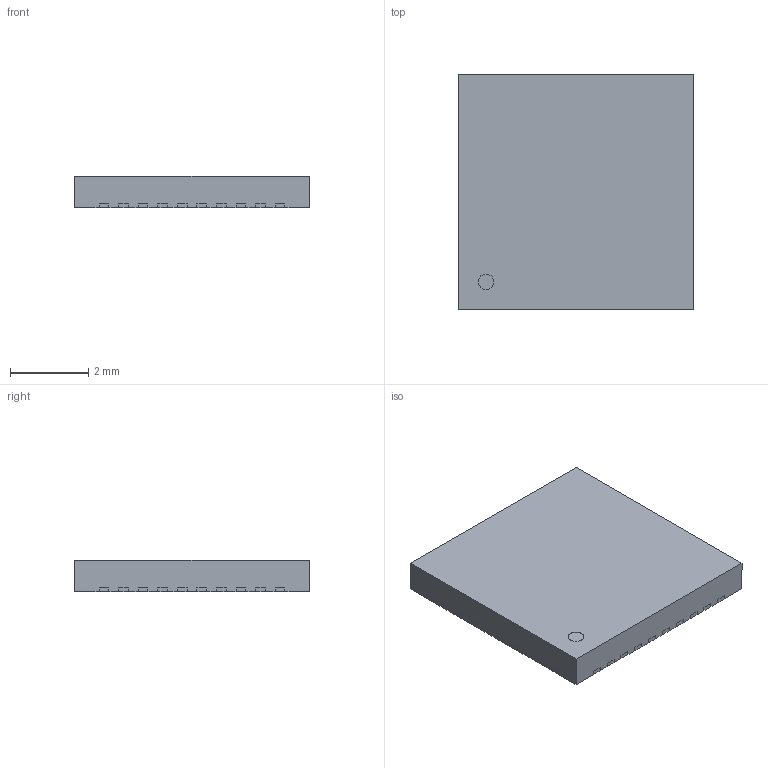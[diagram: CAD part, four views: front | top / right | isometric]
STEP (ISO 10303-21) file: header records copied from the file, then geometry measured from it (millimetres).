
FILE_DESCRIPTION(('STEP AP214'),'1');
FILE_NAME('QFN40_6mmX6mm.step','2021-09-19T17:34:44',(' '),(' '),'Spatial InterOp 3D',' ',' ');
FILE_SCHEMA(('AUTOMOTIVE_DESIGN { 1 0 10303 214 1 1 1 1 }'));
Length unit declared in the file: metre
Products named in the file (44): QFN40_6mmX6mm; Component1; Component2; Component3; Component4; Component5; Component6; Component7; Component8; Component9; Component10; Component11; Component12; Component13; Component14; Component15; Component16; Component17; Component18; Component19; Component20; Component21; Component22; Component23; Component24; Component25; Component26; Component27; Component28; Component29; Component30; Component31; Component32; Component33; Component34; Component35; Component36; Component37; Component38; Component39 ...
Assembly tree (43 placements, depth 3):
  QFN40_6mmX6mm
    QFN40_6mmX6mm
      Component1
      Component2
      Component3
      Component4
      Component5
      Component6
      Component7
      Component8
      Component9
      Component10
      Component11
      Component12
      Component13
      Component14
      Component15
      Component16
      Component17
      Component18
      Component19
      Component20
      Component21
      Component22
      Component23
      Component24
      Component25
      Component26
      Component27
      Component28
      Component29
      Component30
      Component31
      Component32
      Component33
      Component34
      Component35
      Component36
      Component37
      Component38
      Component39
      Component40
      Component41
      Component42
Bounding box: 6 x 6 x 0.8 mm (x, y, z)
Volume: 28.8 mm3; surface area: 153.5 mm2
Topology: 42 solids, 42 shells, 422 faces, 1008 edges, 672 vertices
Faces by surface type: plane 420, cylinder 2
Entity records: 13251 total; most frequent: CARTESIAN_POINT 2147, ORIENTED_EDGE 2016, DIRECTION 1946, EDGE_CURVE 1008, LINE 1004, VECTOR 1004, VERTEX_POINT 672, AXIS2_PLACEMENT_3D 471
